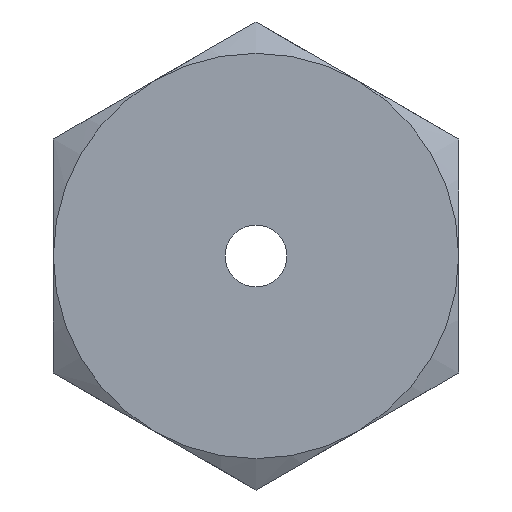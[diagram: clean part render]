
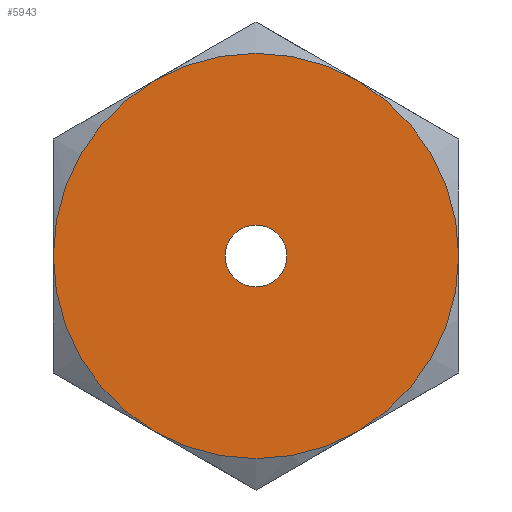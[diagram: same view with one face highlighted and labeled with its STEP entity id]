
A CAD part, left-side view. The second image highlights one B-rep face of the part: STEP entity #5943.
In plain terms, the highlighted planar face has unit normal (-1, 0, 0).
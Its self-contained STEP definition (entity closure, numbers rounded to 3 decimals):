
#2648=CARTESIAN_POINT('',(-2.8,1.75,
-3.031));
#2676=CARTESIAN_POINT('',(-2.8,3.5,
0.));
#2700=CARTESIAN_POINT('',(-2.8,1.75,3.031));
#2726=CARTESIAN_POINT('',(-2.8,-1.75,
3.031));
#2752=CARTESIAN_POINT('',(-2.8,-3.5,
0.));
#2778=CARTESIAN_POINT('',(-2.8,-1.75,
-3.031));
#2793=CARTESIAN_POINT('',(-2.8,0.,0.));
#2794=DIRECTION('',(-1.,0.,0.));
#2795=DIRECTION('',(0.,1.,0.));
#2796=AXIS2_PLACEMENT_3D('',#2793,#2794,#2795);
#2798=CARTESIAN_POINT('',(-2.8,0.,0.));
#2799=DIRECTION('',(-1.,0.,0.));
#2800=DIRECTION('',(0.,0.5,0.866));
#2801=AXIS2_PLACEMENT_3D('',#2798,#2799,#2800);
#2803=CARTESIAN_POINT('',(-2.8,0.,0.));
#2804=DIRECTION('',(-1.,0.,0.));
#2805=DIRECTION('',(0.,-0.5,0.866));
#2806=AXIS2_PLACEMENT_3D('',#2803,#2804,#2805);
#2808=CARTESIAN_POINT('',(-2.8,0.,0.));
#2809=DIRECTION('',(-1.,0.,0.));
#2810=DIRECTION('',(0.,-1.,0.));
#2811=AXIS2_PLACEMENT_3D('',#2808,#2809,#2810);
#2813=CARTESIAN_POINT('',(-2.8,0.,0.));
#2814=DIRECTION('',(-1.,0.,0.));
#2815=DIRECTION('',(0.,-0.5,-0.866));
#2816=AXIS2_PLACEMENT_3D('',#2813,#2814,#2815);
#2818=CARTESIAN_POINT('',(-2.8,0.,0.));
#2819=DIRECTION('',(-1.,0.,0.));
#2820=DIRECTION('',(0.,0.5,-0.866));
#2821=AXIS2_PLACEMENT_3D('',#2818,#2819,#2820);
#2823=CARTESIAN_POINT('',(-2.8,0.,0.));
#2824=DIRECTION('',(1.,0.,0.));
#2825=DIRECTION('',(0.,-1.,0.));
#2826=AXIS2_PLACEMENT_3D('',#2823,#2824,#2825);
#2828=CARTESIAN_POINT('',(-2.8,0.,0.));
#2829=DIRECTION('',(1.,0.,0.));
#2830=DIRECTION('',(0.,1.,0.));
#2831=AXIS2_PLACEMENT_3D('',#2828,#2829,#2830);
#2946=VERTEX_POINT('',#2648);
#2948=VERTEX_POINT('',#2676);
#2951=VERTEX_POINT('',#2700);
#2953=VERTEX_POINT('',#2726);
#2955=VERTEX_POINT('',#2752);
#2956=VERTEX_POINT('',#2778);
#2989=CARTESIAN_POINT('',(-2.8,-0.535,0.));
#2990=CARTESIAN_POINT('',(-2.8,0.535,0.));
#2991=VERTEX_POINT('',#2989);
#2992=VERTEX_POINT('',#2990);
#5921=CARTESIAN_POINT('',(-2.8,0.,0.));
#5922=DIRECTION('',(1.,0.,0.));
#5923=DIRECTION('',(0.,1.,0.));
#5924=AXIS2_PLACEMENT_3D('',#5921,#5922,#5923);
#5925=PLANE('',#5924);
#5926=ORIENTED_EDGE('',*,*,#5892,.F.);
#5928=ORIENTED_EDGE('',*,*,#5927,.F.);
#5930=ORIENTED_EDGE('',*,*,#5929,.F.);
#5932=ORIENTED_EDGE('',*,*,#5931,.F.);
#5933=ORIENTED_EDGE('',*,*,#5916,.F.);
#5934=ORIENTED_EDGE('',*,*,#5903,.F.);
#5935=EDGE_LOOP('',(#5926,#5928,#5930,#5932,#5933,#5934));
#5936=FACE_OUTER_BOUND('',#5935,.F.);
#5938=ORIENTED_EDGE('',*,*,#5937,.F.);
#5940=ORIENTED_EDGE('',*,*,#5939,.F.);
#5941=EDGE_LOOP('',(#5938,#5940));
#5942=FACE_BOUND('',#5941,.F.);
#2797=CIRCLE('',#2796,3.5);
#2802=CIRCLE('',#2801,3.5);
#2807=CIRCLE('',#2806,3.5);
#2812=CIRCLE('',#2811,3.5);
#2817=CIRCLE('',#2816,3.5);
#2822=CIRCLE('',#2821,3.5);
#2827=CIRCLE('',#2826,0.535);
#2832=CIRCLE('',#2831,0.535);
#5892=EDGE_CURVE('',#2948,#2946,#2797,.T.);
#5903=EDGE_CURVE('',#2946,#2956,#2822,.T.);
#5916=EDGE_CURVE('',#2956,#2955,#2817,.T.);
#5927=EDGE_CURVE('',#2951,#2948,#2802,.T.);
#5929=EDGE_CURVE('',#2953,#2951,#2807,.T.);
#5931=EDGE_CURVE('',#2955,#2953,#2812,.T.);
#5937=EDGE_CURVE('',#2991,#2992,#2827,.T.);
#5939=EDGE_CURVE('',#2992,#2991,#2832,.T.);
#5943=ADVANCED_FACE('',(#5936,#5942),#5925,.F.);
